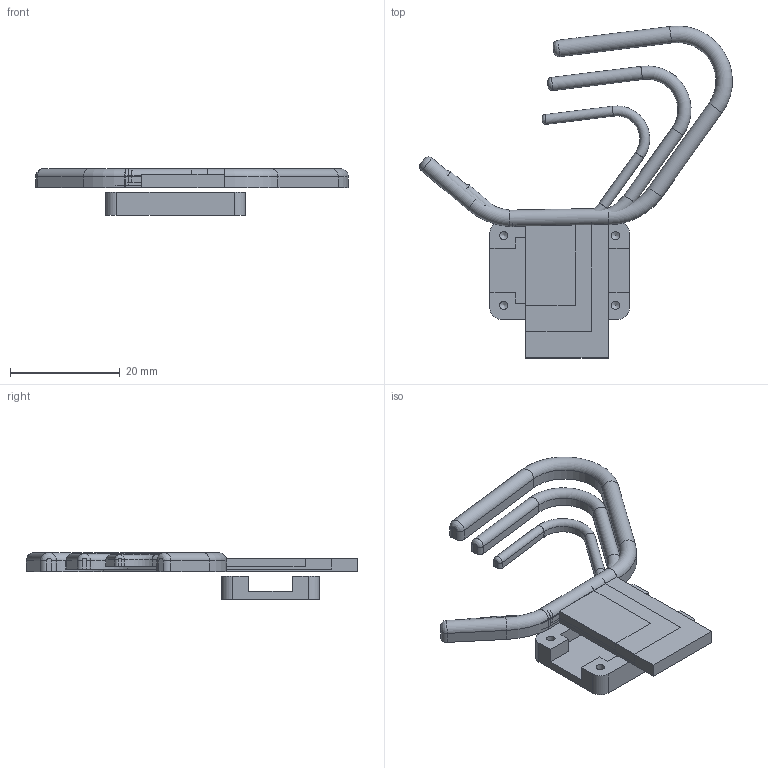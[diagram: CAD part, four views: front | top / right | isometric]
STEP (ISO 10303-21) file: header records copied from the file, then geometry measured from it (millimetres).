
FILE_DESCRIPTION(/* description */ (''),/* implementation_level */ '2;1');
FILE_NAME(/* name */ 'HID earpiece.step',/* time_stamp */ '2022-07-11T16:15:23-06:00',/* author */ (''),/* organization */ (''),/* preprocessor_version */ 'ST-DEVELOPER v19',/* originating_system */ 'Autodesk Translation Framework v11.7.0.108',/* authorisation */ '');
FILE_SCHEMA (('AUTOMOTIVE_DESIGN { 1 0 10303 214 3 1 1 }'));
Length unit declared in the file: millimetre
Products named in the file (5): earpiece; earpiece large; gyro cover; earpiece small; earpiece_1
Assembly tree (4 placements, depth 2):
  earpiece
    earpiece large
    gyro cover
    earpiece small
    earpiece_1
Bounding box: 56.9 x 60.41 x 8.5 mm (x, y, z)
Volume: 4475.6 mm3; surface area: 5645.7 mm2
Topology: 4 solids, 4 shells, 153 faces, 374 edges, 229 vertices
Faces by surface type: plane 75, cylinder 59, torus 9, bspline 6, cone 4
Full cylindrical faces by diameter (mm): 1.5 x4
Entity records: 4717 total; most frequent: CARTESIAN_POINT 950, DIRECTION 794, ORIENTED_EDGE 740, EDGE_CURVE 370, AXIS2_PLACEMENT_3D 277, LINE 240, VECTOR 240, VERTEX_POINT 229
